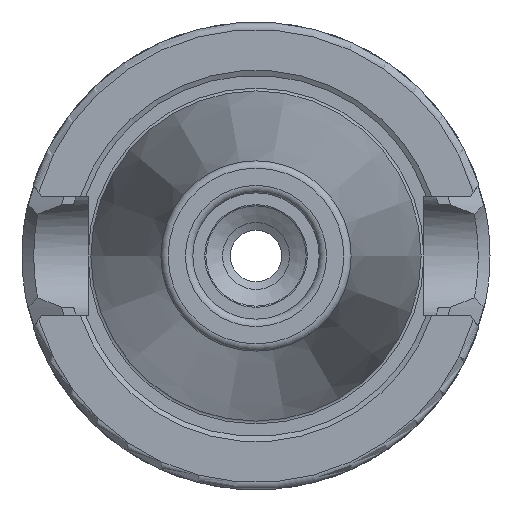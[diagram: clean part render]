
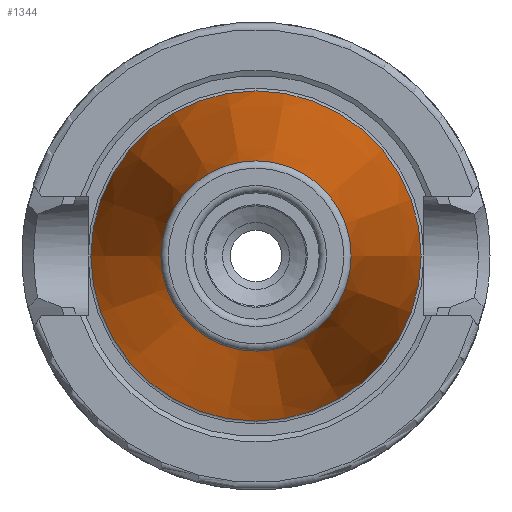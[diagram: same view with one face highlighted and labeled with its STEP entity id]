
A CAD part, left-side view. The second image highlights one B-rep face of the part: STEP entity #1344.
In plain terms, the highlighted conical face has half-angle 8.297 degrees and reference radius 17.519 mm.
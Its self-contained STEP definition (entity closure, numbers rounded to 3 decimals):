
#165=LINE('',#2617,#236);
#236=VECTOR('',#1955,17.519);
#259=CONICAL_SURFACE('',#1538,17.519,0.145);
#340=FACE_OUTER_BOUND('',#429,.T.);
#429=EDGE_LOOP('',(#1226,#1227,#1228,#1229,#1230));
#520=CIRCLE('',#1535,12.812);
#521=CIRCLE('',#1536,12.812);
#523=CIRCLE('',#1539,22.225);
#644=VERTEX_POINT('',#2609);
#645=VERTEX_POINT('',#2610);
#646=VERTEX_POINT('',#2615);
#838=EDGE_CURVE('',#644,#645,#520,.T.);
#839=EDGE_CURVE('',#645,#644,#521,.T.);
#841=EDGE_CURVE('',#646,#646,#523,.T.);
#842=EDGE_CURVE('',#646,#644,#165,.T.);
#1226=ORIENTED_EDGE('',*,*,#841,.F.);
#1227=ORIENTED_EDGE('',*,*,#842,.T.);
#1228=ORIENTED_EDGE('',*,*,#838,.T.);
#1229=ORIENTED_EDGE('',*,*,#839,.T.);
#1230=ORIENTED_EDGE('',*,*,#842,.F.);
#1344=ADVANCED_FACE('',(#340),#259,.T.);
#1535=AXIS2_PLACEMENT_3D('',#2611,#1945,#1946);
#1536=AXIS2_PLACEMENT_3D('',#2612,#1947,#1948);
#1538=AXIS2_PLACEMENT_3D('',#2614,#1951,#1952);
#1539=AXIS2_PLACEMENT_3D('',#2616,#1953,#1954);
#1945=DIRECTION('center_axis',(1.,0.,0.));
#1946=DIRECTION('ref_axis',(0.,0.,-1.));
#1947=DIRECTION('center_axis',(1.,0.,0.));
#1948=DIRECTION('ref_axis',(0.,0.,-1.));
#1951=DIRECTION('center_axis',(1.,0.,0.));
#1952=DIRECTION('ref_axis',(0.,1.,0.));
#1953=DIRECTION('center_axis',(1.,0.,0.));
#1954=DIRECTION('ref_axis',(0.,0.,-1.));
#1955=DIRECTION('',(-0.99,0.144,0.));
#2609=CARTESIAN_POINT('',(-64.544,-12.812,0.));
#2610=CARTESIAN_POINT('',(-64.544,0.,12.812));
#2611=CARTESIAN_POINT('Origin',(-64.544,0.,0.));
#2612=CARTESIAN_POINT('Origin',(-64.544,0.,0.));
#2614=CARTESIAN_POINT('Origin',(-32.272,0.,0.));
#2615=CARTESIAN_POINT('',(0.,-22.225,0.));
#2616=CARTESIAN_POINT('Origin',(0.,0.,0.));
#2617=CARTESIAN_POINT('',(-32.272,-17.519,0.));
